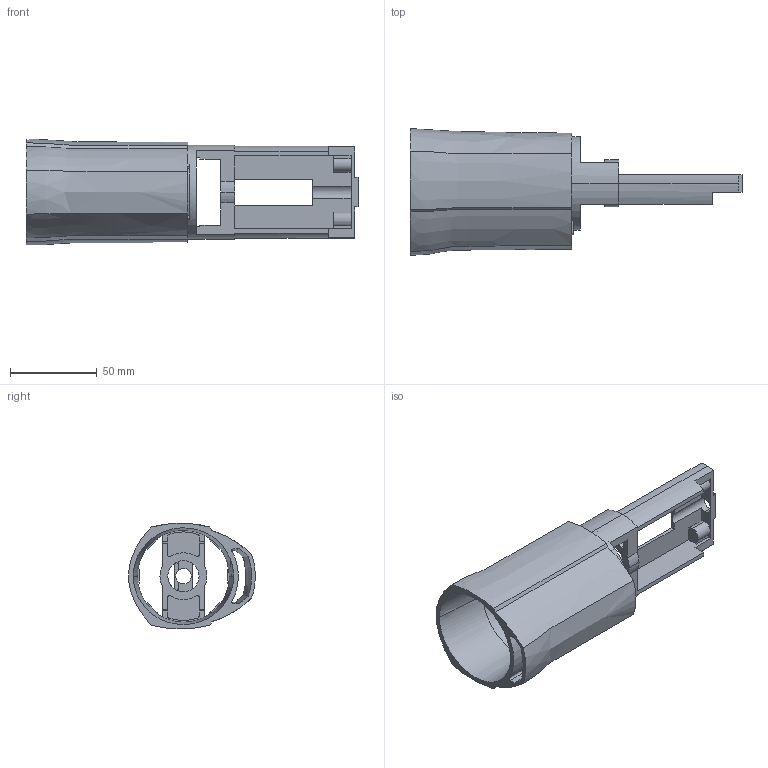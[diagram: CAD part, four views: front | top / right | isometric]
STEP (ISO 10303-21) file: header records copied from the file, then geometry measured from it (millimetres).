
FILE_DESCRIPTION(('CAx-IF Rec.Pracs.---Model Styling and Organization---1.2---2011-12-15','CAx-IF Rec.Pracs.---Geometric and Assembly Validation Properties---4.1---2014-06-16','CAx-IF Rec.Pracs.---PMI Polyline Presentation---2.0---2013-05-24'),'2;1');
FILE_NAME('1301_housing-back-part.stp','2017-05-11T01:42:11+08:00',('HyperWorksVersion-14.0.0.88'),(''),'STEP Interface 4.0 Sp3 by CT CoreTechnologie','3D_Kernel_IO4.0 Sp3 by CT CoreTechnologie','');
FILE_SCHEMA(('AUTOMOTIVE_DESIGN { 1 0 10303 214 1 1 1 1 }'));
Length unit declared in the file: millimetre
Products named in the file (1): 1301_housing-back-part
Bounding box: 191 x 72.97 x 60.68 mm (x, y, z)
Volume: 91849.7 mm3; surface area: 62521.2 mm2
Topology: 1 solids, 1 shells, 153 faces, 442 edges, 288 vertices
Faces by surface type: plane 87, cylinder 43, bspline 23
Entity records: 16369 total; most frequent: CARTESIAN_POINT 11084, ORIENTED_EDGE 884, DIRECTION 802, EDGE_CURVE 442, VERTEX_POINT 288, VECTOR 282, LINE 282, AXIS2_PLACEMENT_3D 260
